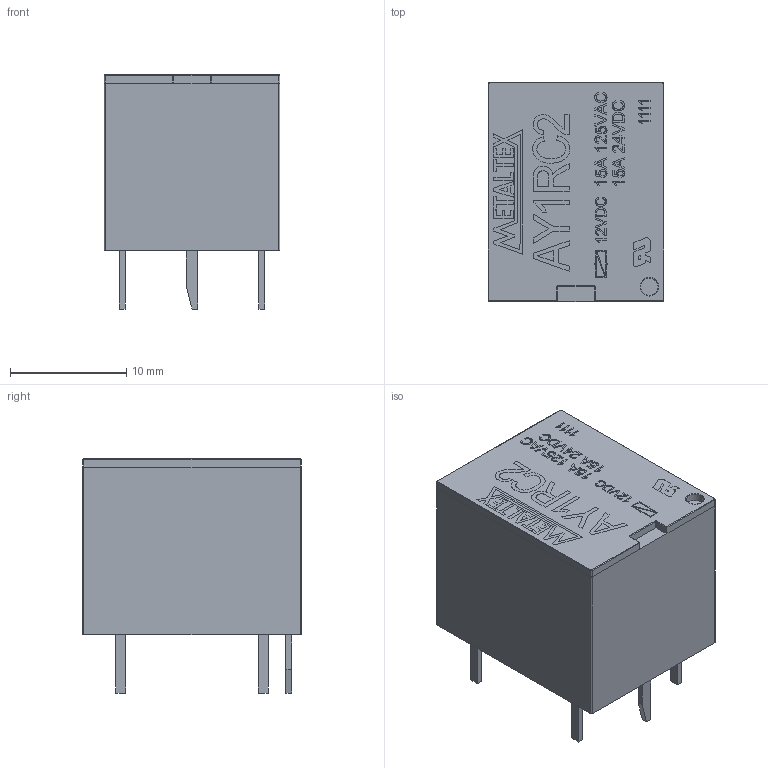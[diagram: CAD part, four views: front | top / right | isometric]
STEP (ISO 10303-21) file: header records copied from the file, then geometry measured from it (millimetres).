
FILE_DESCRIPTION(('FreeCAD Model'),'2;1');
FILE_NAME('RELÉ.step','2017-04-10T19:41:44',( 'kicad StepUp'),('ksu MCAD'),'Open CASCADE STEP processor 6.8', 'FreeCAD','Unknown');
FILE_SCHEMA(('AUTOMOTIVE_DESIGN_CC2 { 1 2 10303 214 -1 1 5 4 }'));
Length unit declared in the file: millimetre
Products named in the file (2): ASSEMBLY; RELÉ
Assembly tree (1 placements, depth 2):
  ASSEMBLY
    RELÉ
Bounding box: 15.1 x 18.8 x 20.1 mm (x, y, z)
Volume: 4289.7 mm3; surface area: 1669.6 mm2
Topology: 1 solids, 1 shells, 139 faces, 696 edges, 622 vertices
Faces by surface type: plane 101, cylinder 28, torus 8, sphere 2
Entity records: 10288 total; most frequent: CARTESIAN_POINT 3611, ORIENTED_EDGE 1388, DIRECTION 907, EDGE_CURVE 694, VERTEX_POINT 622, LINE 457, VECTOR 457, AXIS2_PLACEMENT_3D 225
